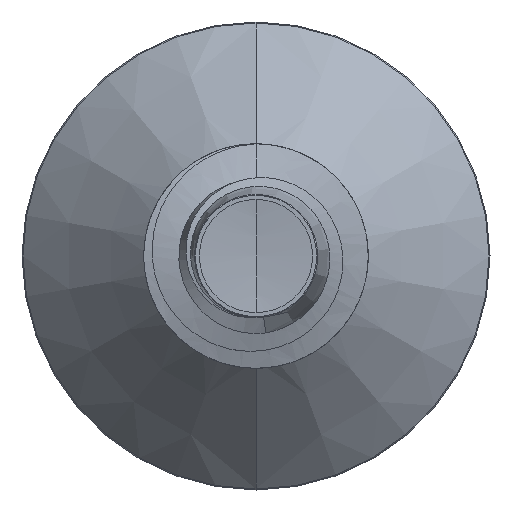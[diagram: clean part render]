
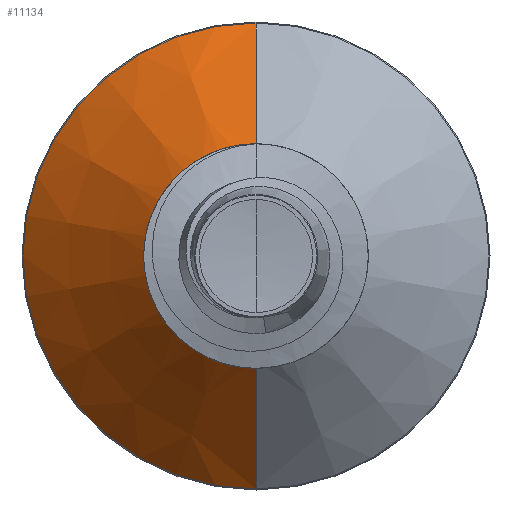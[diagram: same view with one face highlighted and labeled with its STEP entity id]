
A CAD part, front view. The second image highlights one B-rep face of the part: STEP entity #11134.
In plain terms, the highlighted conical face has half-angle 45 degrees and reference radius 1.633 mm.
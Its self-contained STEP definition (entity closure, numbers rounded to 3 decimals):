
#233 = AXIS2_PLACEMENT_3D ( 'NONE', #1854, #1953, #1818 ) ;
#775 = DIRECTION ( 'NONE',  ( 0., 0.707, 0.707 ) ) ;
#931 = CARTESIAN_POINT ( 'NONE',  ( 0., 6.332, 1.632 ) ) ;
#1420 = LINE ( 'NONE', #8060, #9021 ) ;
#1489 = VERTEX_POINT ( 'NONE', #11065 ) ;
#1512 = AXIS2_PLACEMENT_3D ( 'NONE', #10614, #10586, #10691 ) ;
#1698 = DIRECTION ( 'NONE',  ( 0., 0., 1. ) ) ;
#1714 = DIRECTION ( 'NONE',  ( 0., 1., 0. ) ) ;
#1718 = CARTESIAN_POINT ( 'NONE',  ( 0., 6.332, 0. ) ) ;
#1818 = DIRECTION ( 'NONE',  ( 0., 0., 1. ) ) ;
#1854 = CARTESIAN_POINT ( 'NONE',  ( 0., 6.332, 0. ) ) ;
#1953 = DIRECTION ( 'NONE',  ( 0., 1., 0. ) ) ;
#1991 = VERTEX_POINT ( 'NONE', #7565 ) ;
#2189 = ORIENTED_EDGE ( 'NONE', *, *, #7046, .T. ) ;
#2265 = CIRCLE ( 'NONE', #5015, 1.632 ) ;
#2605 = ORIENTED_EDGE ( 'NONE', *, *, #9845, .F. ) ;
#4415 = CARTESIAN_POINT ( 'NONE',  ( 0., 8.335, -3.635 ) ) ;
#5015 = AXIS2_PLACEMENT_3D ( 'NONE', #1718, #1714, #1698 ) ;
#5394 = ORIENTED_EDGE ( 'NONE', *, *, #9073, .T. ) ;
#5838 = CARTESIAN_POINT ( 'NONE',  ( 0., 8.335, 3.635 ) ) ;
#5991 = ORIENTED_EDGE ( 'NONE', *, *, #9442, .F. ) ;
#7046 = EDGE_CURVE ( 'NONE', #1991, #1489, #2265, .T. ) ;
#7565 = CARTESIAN_POINT ( 'NONE',  ( 0., 6.332, -1.632 ) ) ;
#7642 = VERTEX_POINT ( 'NONE', #4415 ) ;
#7825 = VECTOR ( 'NONE', #775, 1000. ) ;
#8060 = CARTESIAN_POINT ( 'NONE',  ( 0., 6.332, -1.632 ) ) ;
#8090 = DIRECTION ( 'NONE',  ( 0., 0.707, -0.707 ) ) ;
#8331 = CONICAL_SURFACE ( 'NONE', #233, 1.632, 0.785 ) ;
#8581 = VERTEX_POINT ( 'NONE', #5838 ) ;
#9021 = VECTOR ( 'NONE', #8090, 1000. ) ;
#9073 = EDGE_CURVE ( 'NONE', #1489, #8581, #9676, .T. ) ;
#9442 = EDGE_CURVE ( 'NONE', #1991, #7642, #1420, .T. ) ;
#9676 = LINE ( 'NONE', #931, #7825 ) ;
#9841 = EDGE_LOOP ( 'NONE', ( #5991, #2189, #5394, #2605 ) ) ;
#9845 = EDGE_CURVE ( 'NONE', #7642, #8581, #11287, .T. ) ;
#10493 = FACE_OUTER_BOUND ( 'NONE', #9841, .T. ) ;
#10586 = DIRECTION ( 'NONE',  ( 0., 1., 0. ) ) ;
#10614 = CARTESIAN_POINT ( 'NONE',  ( 0., 8.335, 0. ) ) ;
#10691 = DIRECTION ( 'NONE',  ( 0., 0., 1. ) ) ;
#11065 = CARTESIAN_POINT ( 'NONE',  ( 0., 6.332, 1.632 ) ) ;
#11134 = ADVANCED_FACE ( 'NONE', ( #10493 ), #8331, .T. ) ;
#11287 = CIRCLE ( 'NONE', #1512, 3.635 ) ;
